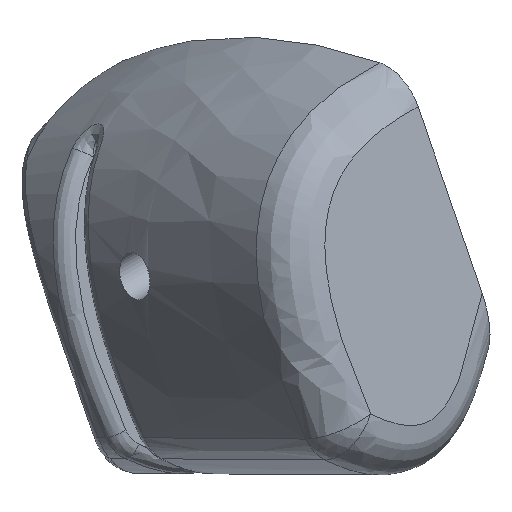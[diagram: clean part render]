
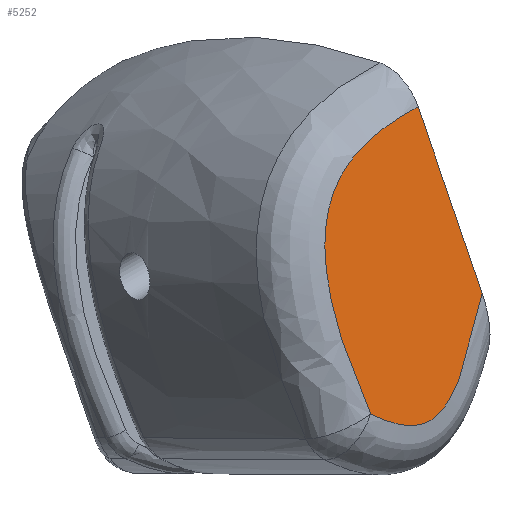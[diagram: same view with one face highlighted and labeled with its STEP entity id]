
A CAD part, isometric view. The second image highlights one B-rep face of the part: STEP entity #5252.
In plain terms, the highlighted planar face has unit normal (0, -0.897, 0.443).
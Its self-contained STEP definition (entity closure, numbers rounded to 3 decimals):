
#43 = CARTESIAN_POINT ( 'NONE',  ( -120.565, 44.943, 127.193 ) ) ;
#60 = CARTESIAN_POINT ( 'NONE',  ( -126.361, 44.75, 126.802 ) ) ;
#133 = AXIS2_PLACEMENT_3D ( 'NONE', #3678, #4144, #1383 ) ;
#162 = CARTESIAN_POINT ( 'NONE',  ( -110.331, 62.187, 162.111 ) ) ;
#343 = CARTESIAN_POINT ( 'NONE',  ( -110.331, 49.29, 135.996 ) ) ;
#407 = CARTESIAN_POINT ( 'NONE',  ( -132.096, 46.562, 130.472 ) ) ;
#424 = CARTESIAN_POINT ( 'NONE',  ( -131.374, 54.844, 147.242 ) ) ;
#444 = CARTESIAN_POINT ( 'NONE',  ( -123.387, 59.326, 156.318 ) ) ;
#468 = CARTESIAN_POINT ( 'NONE',  ( -110.331, 60.21, 158.107 ) ) ;
#510 = EDGE_CURVE ( 'NONE', #692, #1197, #4638, .T. ) ;
#525 = CARTESIAN_POINT ( 'NONE',  ( -121.884, 44.705, 126.71 ) ) ;
#542 = CARTESIAN_POINT ( 'NONE',  ( -127.662, 45.008, 127.323 ) ) ;
#671 = ORIENTED_EDGE ( 'NONE', *, *, #2965, .F. ) ;
#692 = VERTEX_POINT ( 'NONE', #3455 ) ;
#865 = CARTESIAN_POINT ( 'NONE',  ( -132.471, 48.225, 133.839 ) ) ;
#884 = CARTESIAN_POINT ( 'NONE',  ( -130.797, 55.645, 148.865 ) ) ;
#897 = CARTESIAN_POINT ( 'NONE',  ( -122.061, 59.572, 156.816 ) ) ;
#955 = CARTESIAN_POINT ( 'NONE',  ( -113.367, 47.779, 132.935 ) ) ;
#976 = CARTESIAN_POINT ( 'NONE',  ( -122.714, 44.607, 126.513 ) ) ;
#995 = CARTESIAN_POINT ( 'NONE',  ( -129.104, 45.407, 128.132 ) ) ;
#1197 = VERTEX_POINT ( 'NONE', #1862 ) ;
#1312 = ORIENTED_EDGE ( 'NONE', *, *, #3737, .T. ) ;
#1346 = CARTESIAN_POINT ( 'NONE',  ( -129.812, 56.602, 150.802 ) ) ;
#1362 = CARTESIAN_POINT ( 'NONE',  ( -119.793, 59.883, 157.447 ) ) ;
#1383 = DIRECTION ( 'NONE',  ( 0., -0.443, -0.897 ) ) ;
#1421 = CARTESIAN_POINT ( 'NONE',  ( -114.504, 47.211, 131.786 ) ) ;
#1439 = CARTESIAN_POINT ( 'NONE',  ( -123.56, 44.557, 126.41 ) ) ;
#1464 = CARTESIAN_POINT ( 'NONE',  ( -130.451, 45.875, 129.079 ) ) ;
#1714 = FACE_OUTER_BOUND ( 'NONE', #2840, .T. ) ;
#1775 = PLANE ( 'NONE',  #133 ) ;
#1785 = VECTOR ( 'NONE', #3383, 1000. ) ;
#1796 = CARTESIAN_POINT ( 'NONE',  ( -132.639, 50.715, 138.88 ) ) ;
#1815 = CARTESIAN_POINT ( 'NONE',  ( -129.082, 57.151, 151.913 ) ) ;
#1834 = CARTESIAN_POINT ( 'NONE',  ( -116.997, 60.11, 157.906 ) ) ;
#1862 = CARTESIAN_POINT ( 'NONE',  ( -110.331, 60.21, 158.107 ) ) ;
#1886 = CARTESIAN_POINT ( 'NONE',  ( -116.449, 46.285, 129.91 ) ) ;
#1907 = CARTESIAN_POINT ( 'NONE',  ( -124.423, 44.558, 126.412 ) ) ;
#1928 = CARTESIAN_POINT ( 'NONE',  ( -131.701, 46.384, 130.11 ) ) ;
#2260 = CARTESIAN_POINT ( 'NONE',  ( -132.402, 52.371, 142.234 ) ) ;
#2278 = CARTESIAN_POINT ( 'NONE',  ( -127.958, 57.829, 153.287 ) ) ;
#2300 = CARTESIAN_POINT ( 'NONE',  ( -114.145, 60.217, 158.123 ) ) ;
#2354 = CARTESIAN_POINT ( 'NONE',  ( -118.177, 45.628, 128.58 ) ) ;
#2371 = CARTESIAN_POINT ( 'NONE',  ( -125.266, 44.61, 126.518 ) ) ;
#2712 = CARTESIAN_POINT ( 'NONE',  ( -132.021, 53.611, 144.744 ) ) ;
#2731 = CARTESIAN_POINT ( 'NONE',  ( -125.853, 58.692, 155.035 ) ) ;
#2753 = CARTESIAN_POINT ( 'NONE',  ( -112.239, 60.23, 158.149 ) ) ;
#2787 = CARTESIAN_POINT ( 'NONE',  ( -110.331, 49.29, 135.996 ) ) ;
#2804 = CARTESIAN_POINT ( 'NONE',  ( -119.577, 45.19, 127.693 ) ) ;
#2814 = VERTEX_POINT ( 'NONE', #343 ) ;
#2824 = CARTESIAN_POINT ( 'NONE',  ( -126.089, 44.708, 126.717 ) ) ;
#2840 = EDGE_LOOP ( 'NONE', ( #671, #1312, #2906 ) ) ;
#2906 = ORIENTED_EDGE ( 'NONE', *, *, #510, .F. ) ;
#2965 = EDGE_CURVE ( 'NONE', #2814, #692, #5208, .T. ) ;
#3166 = CARTESIAN_POINT ( 'NONE',  ( -131.618, 54.436, 146.416 ) ) ;
#3187 = CARTESIAN_POINT ( 'NONE',  ( -123.815, 59.233, 156.13 ) ) ;
#3209 = CARTESIAN_POINT ( 'NONE',  ( -110.808, 60.218, 158.124 ) ) ;
#3263 = CARTESIAN_POINT ( 'NONE',  ( -121.077, 44.835, 126.973 ) ) ;
#3285 = CARTESIAN_POINT ( 'NONE',  ( -127.158, 44.892, 127.09 ) ) ;
#3383 = DIRECTION ( 'NONE',  ( 0., 0.443, 0.897 ) ) ;
#3455 = CARTESIAN_POINT ( 'NONE',  ( -132.096, 46.562, 130.472 ) ) ;
#3641 = CARTESIAN_POINT ( 'NONE',  ( -131.24, 55.046, 147.652 ) ) ;
#3662 = CARTESIAN_POINT ( 'NONE',  ( -122.51, 59.495, 156.661 ) ) ;
#3678 = CARTESIAN_POINT ( 'NONE',  ( -137.81, 45.386, 128.09 ) ) ;
#3717 = CARTESIAN_POINT ( 'NONE',  ( -112.229, 48.345, 134.082 ) ) ;
#3736 = CARTESIAN_POINT ( 'NONE',  ( -122.16, 44.667, 126.634 ) ) ;
#3737 = EDGE_CURVE ( 'NONE', #2814, #1197, #5331, .T. ) ;
#3756 = CARTESIAN_POINT ( 'NONE',  ( -128.635, 45.265, 127.844 ) ) ;
#4088 = CARTESIAN_POINT ( 'NONE',  ( -132.313, 47.394, 132.156 ) ) ;
#4108 = CARTESIAN_POINT ( 'NONE',  ( -130.446, 56.035, 149.654 ) ) ;
#4129 = CARTESIAN_POINT ( 'NONE',  ( -120.709, 59.777, 157.232 ) ) ;
#4144 = DIRECTION ( 'NONE',  ( 0., 0.897, -0.443 ) ) ;
#4186 = CARTESIAN_POINT ( 'NONE',  ( -114.126, 47.401, 132.169 ) ) ;
#4205 = CARTESIAN_POINT ( 'NONE',  ( -122.994, 44.585, 126.467 ) ) ;
#4225 = CARTESIAN_POINT ( 'NONE',  ( -130.013, 45.713, 128.751 ) ) ;
#4551 = CARTESIAN_POINT ( 'NONE',  ( -132.634, 49.885, 137.201 ) ) ;
#4573 = CARTESIAN_POINT ( 'NONE',  ( -129.581, 56.788, 151.179 ) ) ;
#4594 = CARTESIAN_POINT ( 'NONE',  ( -117.937, 60.05, 157.784 ) ) ;
#4638 = B_SPLINE_CURVE_WITH_KNOTS ( 'NONE', 3,
 ( #407, #4088, #865, #4551, #1796, #5029, #2260, #5490, #2712, #5957, #3166, #424, #3641, #884, #4108, #1346, #4573, #1815, #5048, #2278, #5512, #2731, #5977, #3187, #444, #3662, #897, #4129, #1362, #4594, #1834, #5067, #2300, #5531, #2753, #5995, #3209, #468 ),
 .UNSPECIFIED., .F., .F.,
 ( 4, 2, 2, 2, 2, 2, 2, 2, 2, 2, 2, 2, 2, 2, 2, 2, 2, 2, 4 ),
 ( 0., 0.006, 0.011, 0.014, 0.017, 0.018, 0.02, 0.022, 0.024, 0.025, 0.028, 0.031, 0.032, 0.034, 0.037, 0.039, 0.042, 0.044, 0.045 ),
 .UNSPECIFIED. ) ;
#4650 = CARTESIAN_POINT ( 'NONE',  ( -115.647, 46.646, 130.641 ) ) ;
#4671 = CARTESIAN_POINT ( 'NONE',  ( -123.848, 44.551, 126.398 ) ) ;
#4690 = CARTESIAN_POINT ( 'NONE',  ( -131.294, 46.21, 129.758 ) ) ;
#5029 = CARTESIAN_POINT ( 'NONE',  ( -132.482, 51.957, 141.396 ) ) ;
#5048 = CARTESIAN_POINT ( 'NONE',  ( -128.815, 57.325, 152.267 ) ) ;
#5067 = CARTESIAN_POINT ( 'NONE',  ( -115.1, 60.194, 158.075 ) ) ;
#5121 = CARTESIAN_POINT ( 'NONE',  ( -117.734, 45.787, 128.902 ) ) ;
#5142 = CARTESIAN_POINT ( 'NONE',  ( -124.706, 44.57, 126.437 ) ) ;
#5162 = CARTESIAN_POINT ( 'NONE',  ( -132.096, 46.562, 130.472 ) ) ;
#5208 = B_SPLINE_CURVE_WITH_KNOTS ( 'NONE', 3,
 ( #2787, #5568, #3717, #955, #4186, #1421, #4650, #1886, #5121, #2354, #5589, #2804, #43, #3263, #525, #3736, #976, #4205, #1439, #4671, #1907, #5142, #2371, #5608, #2824, #60, #3285, #542, #3756, #995, #4225, #1464, #4690, #1928, #5162 ),
 .UNSPECIFIED., .F., .F.,
 ( 4, 1, 2, 2, 2, 2, 2, 2, 2, 2, 2, 2, 2, 2, 2, 2, 2, 4 ),
 ( 0., 0.003, 0.005, 0.007, 0.01, 0.012, 0.014, 0.015, 0.016, 0.017, 0.018, 0.019, 0.02, 0.021, 0.022, 0.024, 0.026, 0.027 ),
 .UNSPECIFIED. ) ;
#5252 = ADVANCED_FACE ( 'NONE', ( #1714 ), #1775, .F. ) ;
#5331 = LINE ( 'NONE', #162, #1785 ) ;
#5490 = CARTESIAN_POINT ( 'NONE',  ( -132.171, 53.198, 143.908 ) ) ;
#5512 = CARTESIAN_POINT ( 'NONE',  ( -127.312, 58.137, 153.911 ) ) ;
#5531 = CARTESIAN_POINT ( 'NONE',  ( -112.715, 60.23, 158.148 ) ) ;
#5568 = CARTESIAN_POINT ( 'NONE',  ( -111.09, 48.912, 135.23 ) ) ;
#5589 = CARTESIAN_POINT ( 'NONE',  ( -119.1, 45.329, 127.974 ) ) ;
#5608 = CARTESIAN_POINT ( 'NONE',  ( -125.543, 44.638, 126.575 ) ) ;
#5957 = CARTESIAN_POINT ( 'NONE',  ( -131.728, 54.229, 145.997 ) ) ;
#5977 = CARTESIAN_POINT ( 'NONE',  ( -125.065, 58.93, 155.516 ) ) ;
#5995 = CARTESIAN_POINT ( 'NONE',  ( -111.285, 60.225, 158.138 ) ) ;
